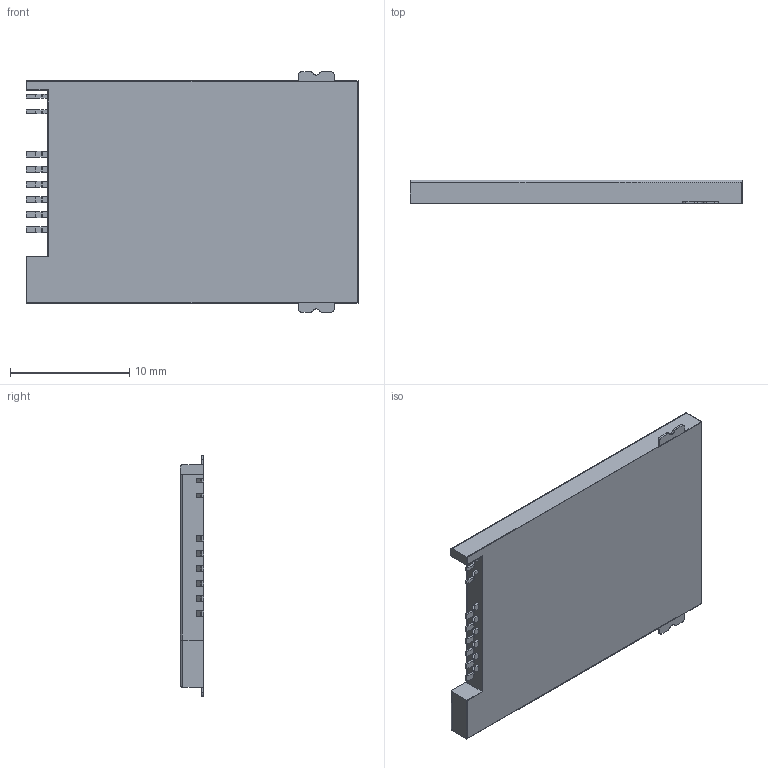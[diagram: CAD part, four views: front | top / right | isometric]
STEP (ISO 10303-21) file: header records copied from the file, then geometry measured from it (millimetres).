
FILE_DESCRIPTION (( 'STEP AP214' ), '1' );
FILE_NAME ('User Library-SIM_holder.STEP', '2019-02-08T12:14:43', ( '' ), ( '' ), 'SwSTEP 2.0', 'SolidWorks 2019', '' );
FILE_SCHEMA (( 'AUTOMOTIVE_DESIGN' ));
Length unit declared in the file: millimetre
Products named in the file (1): User Library-SIM_holder
Bounding box: 27.85 x 1.95 x 20.2 mm (x, y, z)
Volume: 598.6 mm3; surface area: 1960.9 mm2
Topology: 1 solids, 1 shells, 175 faces, 491 edges, 327 vertices
Faces by surface type: plane 116, cylinder 59
Entity records: 6997 total; most frequent: CARTESIAN_POINT 997, ORIENTED_EDGE 982, DIRECTION 958, EDGE_CURVE 491, LINE 374, VECTOR 374, VERTEX_POINT 327, AXIS2_PLACEMENT_3D 292
